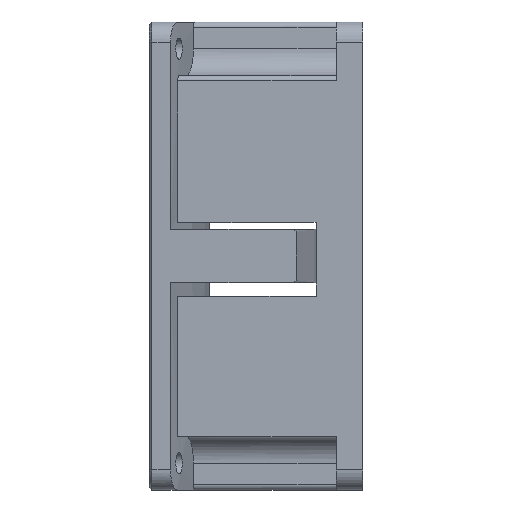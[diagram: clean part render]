
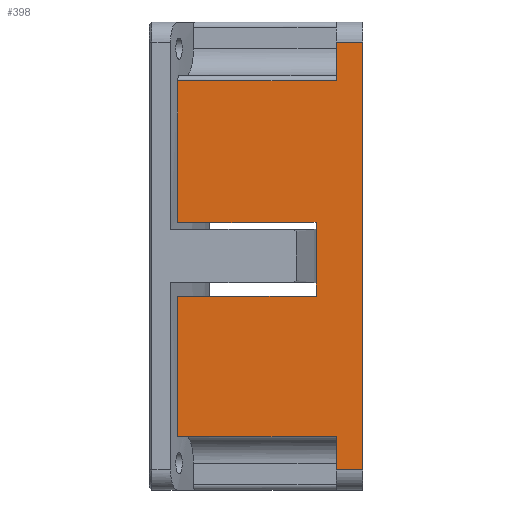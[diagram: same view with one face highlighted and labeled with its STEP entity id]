
A CAD part, left-side view. The second image highlights one B-rep face of the part: STEP entity #398.
In plain terms, the highlighted planar face has unit normal (-1, 0, 0).
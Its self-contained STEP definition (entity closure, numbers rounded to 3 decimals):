
#81 = DIRECTION ( 'NONE',  ( 0., 1., 0. ) ) ;
#284 = EDGE_CURVE ( 'NONE', #1935, #2192, #3626, .T. ) ;
#314 = DIRECTION ( 'NONE',  ( 0., 1., 0. ) ) ;
#397 = CARTESIAN_POINT ( 'NONE',  ( -17.5, -52.142, 2.5 ) ) ;
#398 = ADVANCED_FACE ( 'NONE', ( #4010 ), #3966, .F. ) ;
#525 = EDGE_LOOP ( 'NONE', ( #5438, #9333, #5721, #3582, #9011, #8704, #8493, #4855, #3145, #6165, #5878, #4699, #8712, #3597 ) ) ;
#579 = VERTEX_POINT ( 'NONE', #397 ) ;
#771 = CARTESIAN_POINT ( 'NONE',  ( -17.5, -51., 13.1 ) ) ;
#860 = EDGE_CURVE ( 'NONE', #7781, #925, #9191, .T. ) ;
#872 = CARTESIAN_POINT ( 'NONE',  ( -17.5, -62.5, 2.514 ) ) ;
#925 = VERTEX_POINT ( 'NONE', #8650 ) ;
#1030 = CARTESIAN_POINT ( 'NONE',  ( -17.5, -52.142, -17.5 ) ) ;
#1058 = VERTEX_POINT ( 'NONE', #5376 ) ;
#1379 = EDGE_CURVE ( 'NONE', #7878, #579, #8297, .T. ) ;
#1517 = DIRECTION ( 'NONE',  ( 0., 1., 0. ) ) ;
#1574 = CARTESIAN_POINT ( 'NONE',  ( -17.5, -62., 2.5 ) ) ;
#1666 = CARTESIAN_POINT ( 'NONE',  ( -17.5, -101.43, 2.5 ) ) ;
#1762 = CARTESIAN_POINT ( 'NONE',  ( -17.5, -64., -13.5 ) ) ;
#1771 = VECTOR ( 'NONE', #5514, 1000. ) ;
#1775 = CARTESIAN_POINT ( 'NONE',  ( -17.5, -52.142, -3. ) ) ;
#1843 = DIRECTION ( 'NONE',  ( 0., 0., -1. ) ) ;
#1935 = VERTEX_POINT ( 'NONE', #7072 ) ;
#2007 = DIRECTION ( 'NONE',  ( 0., 0., -1. ) ) ;
#2024 = VECTOR ( 'NONE', #7009, 1000. ) ;
#2030 = EDGE_CURVE ( 'NONE', #6194, #7781, #5459, .T. ) ;
#2063 = VECTOR ( 'NONE', #4612, 1000. ) ;
#2192 = VERTEX_POINT ( 'NONE', #3416 ) ;
#2240 = DIRECTION ( 'NONE',  ( 0., -1., 0. ) ) ;
#2255 = CARTESIAN_POINT ( 'NONE',  ( -17.5, -101.43, -3. ) ) ;
#2260 = EDGE_CURVE ( 'NONE', #4006, #579, #4769, .T. ) ;
#2298 = LINE ( 'NONE', #2255, #7887 ) ;
#2516 = DIRECTION ( 'NONE',  ( 0., 1., 0. ) ) ;
#2545 = DIRECTION ( 'NONE',  ( 0., 0., -1. ) ) ;
#2583 = DIRECTION ( 'NONE',  ( 0., 0., -1. ) ) ;
#2764 = CARTESIAN_POINT ( 'NONE',  ( -17.5, -64., 0. ) ) ;
#2800 = CARTESIAN_POINT ( 'NONE',  ( -17.5, -64., 0. ) ) ;
#2964 = EDGE_CURVE ( 'NONE', #9608, #3466, #8957, .T. ) ;
#2998 = CARTESIAN_POINT ( 'NONE',  ( -17.5, -64., -13.5 ) ) ;
#3006 = LINE ( 'NONE', #771, #8764 ) ;
#3048 = LINE ( 'NONE', #2998, #4048 ) ;
#3145 = ORIENTED_EDGE ( 'NONE', *, *, #284, .F. ) ;
#3402 = LINE ( 'NONE', #2764, #5329 ) ;
#3416 = CARTESIAN_POINT ( 'NONE',  ( -17.5, -64., 16. ) ) ;
#3440 = VECTOR ( 'NONE', #2240, 1000. ) ;
#3466 = VERTEX_POINT ( 'NONE', #7489 ) ;
#3582 = ORIENTED_EDGE ( 'NONE', *, *, #6264, .F. ) ;
#3597 = ORIENTED_EDGE ( 'NONE', *, *, #860, .F. ) ;
#3626 = LINE ( 'NONE', #2800, #5475 ) ;
#3773 = VECTOR ( 'NONE', #314, 1000. ) ;
#3851 = LINE ( 'NONE', #5141, #2063 ) ;
#3906 = CARTESIAN_POINT ( 'NONE',  ( -17.5, -52.142, 13.1 ) ) ;
#3966 = PLANE ( 'NONE',  #7499 ) ;
#3983 = LINE ( 'NONE', #7080, #3773 ) ;
#4006 = VERTEX_POINT ( 'NONE', #3906 ) ;
#4010 = FACE_OUTER_BOUND ( 'NONE', #525, .T. ) ;
#4048 = VECTOR ( 'NONE', #1517, 1000. ) ;
#4051 = CARTESIAN_POINT ( 'NONE',  ( -17.5, -66., 17.5 ) ) ;
#4431 = DIRECTION ( 'NONE',  ( 0., 1., 0. ) ) ;
#4457 = EDGE_CURVE ( 'NONE', #925, #7878, #3851, .T. ) ;
#4484 = EDGE_CURVE ( 'NONE', #1935, #4006, #3006, .T. ) ;
#4612 = DIRECTION ( 'NONE',  ( 0., 0., -1. ) ) ;
#4688 = EDGE_CURVE ( 'NONE', #5209, #9608, #3402, .T. ) ;
#4699 = ORIENTED_EDGE ( 'NONE', *, *, #1379, .F. ) ;
#4769 = LINE ( 'NONE', #1030, #2024 ) ;
#4855 = ORIENTED_EDGE ( 'NONE', *, *, #8388, .T. ) ;
#4862 = EDGE_CURVE ( 'NONE', #6194, #7971, #2298, .T. ) ;
#5141 = CARTESIAN_POINT ( 'NONE',  ( -17.5, -62., 2.5 ) ) ;
#5167 = CARTESIAN_POINT ( 'NONE',  ( -17.5, -51., -16. ) ) ;
#5209 = VERTEX_POINT ( 'NONE', #1762 ) ;
#5322 = VERTEX_POINT ( 'NONE', #5572 ) ;
#5329 = VECTOR ( 'NONE', #2007, 1000. ) ;
#5376 = CARTESIAN_POINT ( 'NONE',  ( -17.5, -52.142, -13.5 ) ) ;
#5438 = ORIENTED_EDGE ( 'NONE', *, *, #2030, .F. ) ;
#5459 = LINE ( 'NONE', #7582, #1771 ) ;
#5475 = VECTOR ( 'NONE', #7260, 1000. ) ;
#5514 = DIRECTION ( 'NONE',  ( 0., 0., 1. ) ) ;
#5566 = LINE ( 'NONE', #8371, #9671 ) ;
#5572 = CARTESIAN_POINT ( 'NONE',  ( -17.5, -66., 16. ) ) ;
#5721 = ORIENTED_EDGE ( 'NONE', *, *, #8868, .T. ) ;
#5878 = ORIENTED_EDGE ( 'NONE', *, *, #2260, .T. ) ;
#6165 = ORIENTED_EDGE ( 'NONE', *, *, #4484, .T. ) ;
#6194 = VERTEX_POINT ( 'NONE', #8928 ) ;
#6264 = EDGE_CURVE ( 'NONE', #5209, #1058, #3048, .T. ) ;
#6615 = CARTESIAN_POINT ( 'NONE',  ( -17.5, -62.5, 2.514 ) ) ;
#6867 = DIRECTION ( 'NONE',  ( 1., 0., 0. ) ) ;
#6982 = CARTESIAN_POINT ( 'NONE',  ( -17.5, -64., -16. ) ) ;
#7009 = DIRECTION ( 'NONE',  ( 0., 0., -1. ) ) ;
#7072 = CARTESIAN_POINT ( 'NONE',  ( -17.5, -64., 13.1 ) ) ;
#7080 = CARTESIAN_POINT ( 'NONE',  ( -17.5, -51., 16. ) ) ;
#7260 = DIRECTION ( 'NONE',  ( 0., 0., 1. ) ) ;
#7489 = CARTESIAN_POINT ( 'NONE',  ( -17.5, -66., -16. ) ) ;
#7499 = AXIS2_PLACEMENT_3D ( 'NONE', #7689, #6867, #2545 ) ;
#7582 = CARTESIAN_POINT ( 'NONE',  ( -17.5, -62.5, 2.5 ) ) ;
#7615 = EDGE_CURVE ( 'NONE', #5322, #3466, #8455, .T. ) ;
#7674 = VECTOR ( 'NONE', #2516, 1000. ) ;
#7689 = CARTESIAN_POINT ( 'NONE',  ( -17.5, -51., 17.5 ) ) ;
#7781 = VERTEX_POINT ( 'NONE', #6615 ) ;
#7810 = VECTOR ( 'NONE', #81, 1000. ) ;
#7878 = VERTEX_POINT ( 'NONE', #1574 ) ;
#7887 = VECTOR ( 'NONE', #8146, 1000. ) ;
#7971 = VERTEX_POINT ( 'NONE', #1775 ) ;
#8146 = DIRECTION ( 'NONE',  ( 0., 1., 0. ) ) ;
#8297 = LINE ( 'NONE', #1666, #7674 ) ;
#8371 = CARTESIAN_POINT ( 'NONE',  ( -17.5, -52.142, -17.5 ) ) ;
#8388 = EDGE_CURVE ( 'NONE', #5322, #2192, #3983, .T. ) ;
#8455 = LINE ( 'NONE', #4051, #8558 ) ;
#8493 = ORIENTED_EDGE ( 'NONE', *, *, #7615, .F. ) ;
#8558 = VECTOR ( 'NONE', #2583, 1000. ) ;
#8650 = CARTESIAN_POINT ( 'NONE',  ( -17.5, -62., 2.514 ) ) ;
#8704 = ORIENTED_EDGE ( 'NONE', *, *, #2964, .T. ) ;
#8712 = ORIENTED_EDGE ( 'NONE', *, *, #4457, .F. ) ;
#8764 = VECTOR ( 'NONE', #4431, 1000. ) ;
#8868 = EDGE_CURVE ( 'NONE', #7971, #1058, #5566, .T. ) ;
#8928 = CARTESIAN_POINT ( 'NONE',  ( -17.5, -62.5, -3. ) ) ;
#8957 = LINE ( 'NONE', #5167, #3440 ) ;
#9011 = ORIENTED_EDGE ( 'NONE', *, *, #4688, .T. ) ;
#9191 = LINE ( 'NONE', #872, #7810 ) ;
#9333 = ORIENTED_EDGE ( 'NONE', *, *, #4862, .T. ) ;
#9608 = VERTEX_POINT ( 'NONE', #6982 ) ;
#9671 = VECTOR ( 'NONE', #1843, 1000. ) ;
